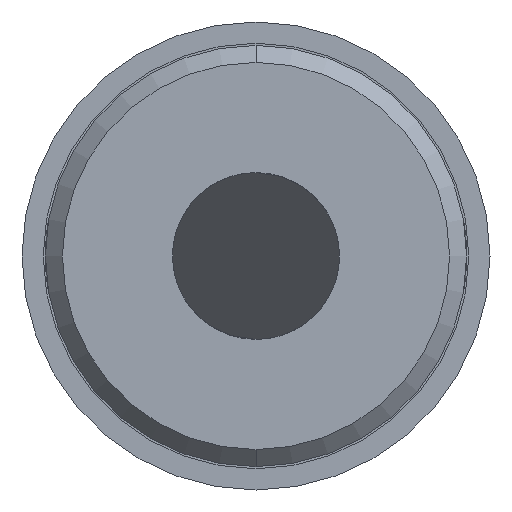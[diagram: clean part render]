
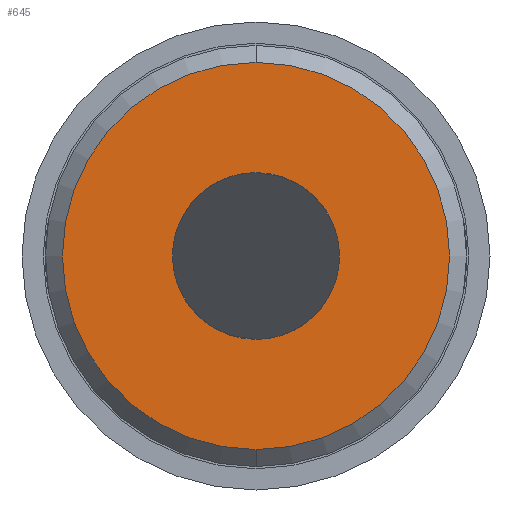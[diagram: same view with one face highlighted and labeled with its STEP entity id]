
A CAD part, front view. The second image highlights one B-rep face of the part: STEP entity #645.
In plain terms, the highlighted planar face has unit normal (0, -1, 0).
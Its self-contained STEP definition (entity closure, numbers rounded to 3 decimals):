
#125 = EDGE_LOOP ( 'NONE', ( #2881, #2267 ) ) ;
#127 = AXIS2_PLACEMENT_3D ( 'NONE', #1145, #2115, #134 ) ;
#134 = DIRECTION ( 'NONE',  ( 0., 0., -1. ) ) ;
#340 = VERTEX_POINT ( 'NONE', #2275 ) ;
#342 = DIRECTION ( 'NONE',  ( 0., 0., -1. ) ) ;
#389 = CIRCLE ( 'NONE', #4261, 0.98 ) ;
#418 = AXIS2_PLACEMENT_3D ( 'NONE', #1139, #438, #3422 ) ;
#438 = DIRECTION ( 'NONE',  ( 0., 1., 0. ) ) ;
#482 = EDGE_CURVE ( 'Defeature ausgef�hrt1_1+Defeature ausgef�hrt1_8+Defeature ausgef�hrt1_8+Defeature ausgef�hrt1_8', #3495, #1474, #2906, .T. ) ;
#616 = FACE_BOUND ( 'NONE', #125, .T. ) ;
#624 = CARTESIAN_POINT ( 'NONE',  ( 0., 0., -2.275 ) ) ;
#638 = EDGE_CURVE ( 'Defeature ausgef�hrt1_1+Defeature ausgef�hrt1_8+Defeature ausgef�hrt1_8+Defeature ausgef�hrt1_8', #1474, #3495, #3642, .T. ) ;
#645 = ADVANCED_FACE ( 'Defeature ausgef�hrt1_1', ( #616, #3531 ), #1186, .T. ) ;
#688 = DIRECTION ( 'NONE',  ( 0., -1., 0. ) ) ;
#913 = EDGE_LOOP ( 'NONE', ( #1173, #1281 ) ) ;
#986 = CARTESIAN_POINT ( 'NONE',  ( 0., 0., 0. ) ) ;
#1000 = DIRECTION ( 'NONE',  ( 0., 1., 0. ) ) ;
#1139 = CARTESIAN_POINT ( 'NONE',  ( 0., 0., 0. ) ) ;
#1145 = CARTESIAN_POINT ( 'NONE',  ( 0., 0., 0. ) ) ;
#1173 = ORIENTED_EDGE ( 'NONE', *, *, #638, .T. ) ;
#1186 = PLANE ( 'NONE',  #127 ) ;
#1281 = ORIENTED_EDGE ( 'NONE', *, *, #482, .T. ) ;
#1336 = AXIS2_PLACEMENT_3D ( 'NONE', #2707, #688, #2019 ) ;
#1474 = VERTEX_POINT ( 'NONE', #4135 ) ;
#1512 = CARTESIAN_POINT ( 'NONE',  ( 0., 0., 0. ) ) ;
#2019 = DIRECTION ( 'NONE',  ( 0., 0., -1. ) ) ;
#2044 = EDGE_CURVE ( 'Defeature ausgef�hrt1_1+Defeature ausgef�hrt1_16+Defeature ausgef�hrt1_16+Defeature ausgef�hrt1_16', #3115, #340, #389, .T. ) ;
#2115 = DIRECTION ( 'NONE',  ( 0., -1., 0. ) ) ;
#2267 = ORIENTED_EDGE ( 'NONE', *, *, #2044, .T. ) ;
#2275 = CARTESIAN_POINT ( 'NONE',  ( 0., 0., 0.98 ) ) ;
#2435 = AXIS2_PLACEMENT_3D ( 'NONE', #1512, #3194, #4120 ) ;
#2707 = CARTESIAN_POINT ( 'NONE',  ( 0., 0., 0. ) ) ;
#2745 = CIRCLE ( 'NONE', #418, 0.98 ) ;
#2814 = EDGE_CURVE ( 'Defeature ausgef�hrt1_1+Defeature ausgef�hrt1_16+Defeature ausgef�hrt1_16+Defeature ausgef�hrt1_16', #340, #3115, #2745, .T. ) ;
#2881 = ORIENTED_EDGE ( 'NONE', *, *, #2814, .T. ) ;
#2906 = CIRCLE ( 'NONE', #1336, 2.275 ) ;
#3115 = VERTEX_POINT ( 'NONE', #3284 ) ;
#3194 = DIRECTION ( 'NONE',  ( 0., -1., 0. ) ) ;
#3284 = CARTESIAN_POINT ( 'NONE',  ( 0., 0., -0.98 ) ) ;
#3422 = DIRECTION ( 'NONE',  ( 0., 0., -1. ) ) ;
#3495 = VERTEX_POINT ( 'NONE', #624 ) ;
#3531 = FACE_OUTER_BOUND ( 'NONE', #913, .T. ) ;
#3642 = CIRCLE ( 'NONE', #2435, 2.275 ) ;
#4120 = DIRECTION ( 'NONE',  ( 0., 0., -1. ) ) ;
#4135 = CARTESIAN_POINT ( 'NONE',  ( 0., 0., 2.275 ) ) ;
#4261 = AXIS2_PLACEMENT_3D ( 'NONE', #986, #1000, #342 ) ;
